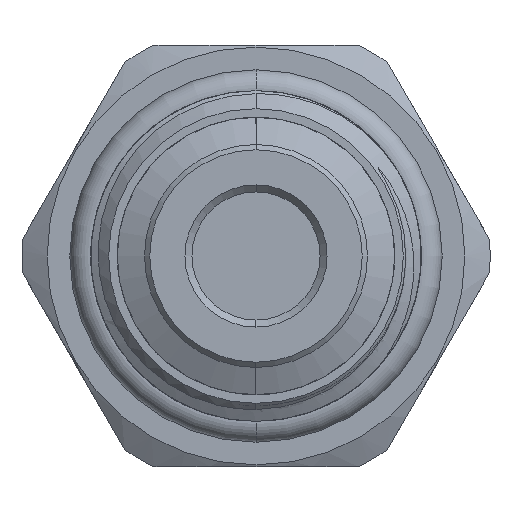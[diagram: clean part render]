
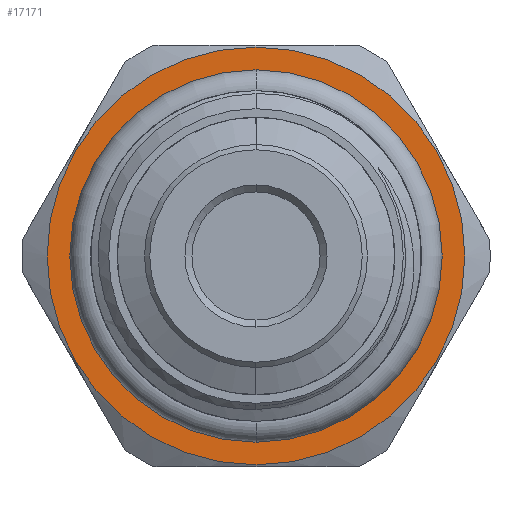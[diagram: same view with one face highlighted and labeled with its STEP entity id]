
A CAD part, left-side view. The second image highlights one B-rep face of the part: STEP entity #17171.
In plain terms, the highlighted planar face has unit normal (-1, 0, 0).
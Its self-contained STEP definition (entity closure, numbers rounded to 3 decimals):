
#124 = CIRCLE ( 'NONE', #11514, 11.9 ) ;
#1499 = EDGE_LOOP ( 'NONE', ( #17955, #7749 ) ) ;
#1576 = CIRCLE ( 'NONE', #17075, 9.648 ) ;
#1620 = PLANE ( 'NONE',  #5832 ) ;
#2042 = CARTESIAN_POINT ( 'NONE',  ( -3.415, 0., -11.9 ) ) ;
#2381 = VERTEX_POINT ( 'NONE', #2042 ) ;
#2809 = CARTESIAN_POINT ( 'NONE',  ( -3.415, 0., 11.9 ) ) ;
#3192 = DIRECTION ( 'NONE',  ( -1., 0., 0. ) ) ;
#3255 = DIRECTION ( 'NONE',  ( 0., 0., 1. ) ) ;
#3905 = CARTESIAN_POINT ( 'NONE',  ( -3.415, 0., 0. ) ) ;
#5149 = DIRECTION ( 'NONE',  ( 0., 0., 1. ) ) ;
#5832 = AXIS2_PLACEMENT_3D ( 'NONE', #17953, #3192, #3255 ) ;
#6360 = VERTEX_POINT ( 'NONE', #15072 ) ;
#6717 = DIRECTION ( 'NONE',  ( -1., 0., 0. ) ) ;
#7250 = EDGE_CURVE ( 'NONE', #12824, #2381, #13742, .T. ) ;
#7349 = EDGE_CURVE ( 'NONE', #16276, #6360, #1576, .T. ) ;
#7636 = DIRECTION ( 'NONE',  ( 0., 0., 1. ) ) ;
#7646 = FACE_OUTER_BOUND ( 'NONE', #12706, .T. ) ;
#7749 = ORIENTED_EDGE ( 'NONE', *, *, #7349, .T. ) ;
#8283 = DIRECTION ( 'NONE',  ( 1., 0., 0. ) ) ;
#8867 = CIRCLE ( 'NONE', #11200, 9.648 ) ;
#9161 = ORIENTED_EDGE ( 'NONE', *, *, #7250, .T. ) ;
#9839 = EDGE_CURVE ( 'NONE', #2381, #12824, #124, .T. ) ;
#9873 = DIRECTION ( 'NONE',  ( -1., 0., 0. ) ) ;
#10353 = DIRECTION ( 'NONE',  ( 0., 0., 1. ) ) ;
#11200 = AXIS2_PLACEMENT_3D ( 'NONE', #18761, #8283, #14211 ) ;
#11514 = AXIS2_PLACEMENT_3D ( 'NONE', #3905, #6717, #5149 ) ;
#12091 = AXIS2_PLACEMENT_3D ( 'NONE', #18793, #9873, #10353 ) ;
#12301 = FACE_BOUND ( 'NONE', #1499, .T. ) ;
#12706 = EDGE_LOOP ( 'NONE', ( #9161, #17734 ) ) ;
#12824 = VERTEX_POINT ( 'NONE', #2809 ) ;
#13379 = DIRECTION ( 'NONE',  ( 1., 0., 0. ) ) ;
#13742 = CIRCLE ( 'NONE', #12091, 11.9 ) ;
#14211 = DIRECTION ( 'NONE',  ( 0., 0., 1. ) ) ;
#15066 = CARTESIAN_POINT ( 'NONE',  ( -3.415, 0., 0. ) ) ;
#15072 = CARTESIAN_POINT ( 'NONE',  ( -3.415, 9.648, 0. ) ) ;
#15833 = CARTESIAN_POINT ( 'NONE',  ( -3.415, -9.648, 0. ) ) ;
#16149 = EDGE_CURVE ( 'NONE', #6360, #16276, #8867, .T. ) ;
#16276 = VERTEX_POINT ( 'NONE', #15833 ) ;
#17075 = AXIS2_PLACEMENT_3D ( 'NONE', #15066, #13379, #7636 ) ;
#17171 = ADVANCED_FACE ( 'NONE', ( #12301, #7646 ), #1620, .T. ) ;
#17734 = ORIENTED_EDGE ( 'NONE', *, *, #9839, .T. ) ;
#17953 = CARTESIAN_POINT ( 'NONE',  ( -3.415, 11.9, 0. ) ) ;
#17955 = ORIENTED_EDGE ( 'NONE', *, *, #16149, .T. ) ;
#18761 = CARTESIAN_POINT ( 'NONE',  ( -3.415, 0., 0. ) ) ;
#18793 = CARTESIAN_POINT ( 'NONE',  ( -3.415, 0., 0. ) ) ;
